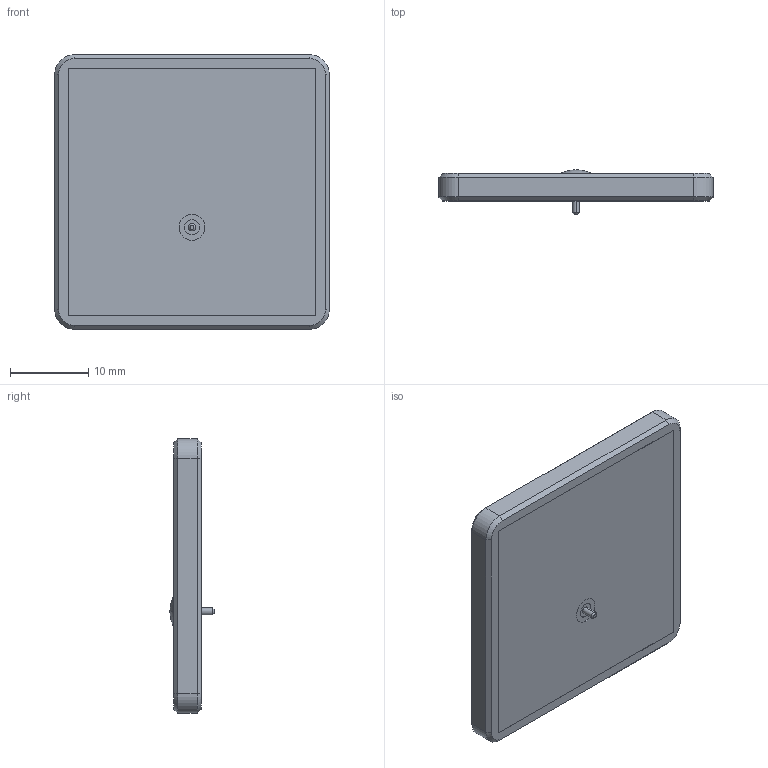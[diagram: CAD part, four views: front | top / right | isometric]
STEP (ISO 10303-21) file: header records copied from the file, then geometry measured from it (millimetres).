
FILE_DESCRIPTION(('FreeCAD Model'),'2;1');
FILE_NAME('TAOGLAS_ANT_CGGP.35.3.A.02.step','2020-10-28T19:01:38',( 'Author'),(''),'Open CASCADE STEP processor 7.3','FreeCAD','Unknown' );
FILE_SCHEMA(('AUTOMOTIVE_DESIGN { 1 0 10303 214 1 1 1 1 }'));
Length unit declared in the file: millimetre
Products named in the file (3): CGGP.35.3.A.02; 35x35_Patch; LOGO
Assembly tree (2 placements, depth 2):
  CGGP.35.3.A.02
    35x35_Patch
    LOGO
Bounding box: 35 x 5.67 x 35 mm (x, y, z)
Volume: 4259.2 mm3; surface area: 2973.7 mm2
Topology: 9 solids, 9 shells, 439 faces, 1177 edges, 779 vertices
Faces by surface type: bspline 225, plane 181, cylinder 21, cone 10, sphere 2
Entity records: 37329 total; most frequent: CARTESIAN_POINT 17259, DIRECTION 2447, ORIENTED_EDGE 2354, PCURVE 2354, DEFINITIONAL_REPRESENTATION 2354, LINE 1871, VECTOR 1871, EDGE_CURVE 1177
